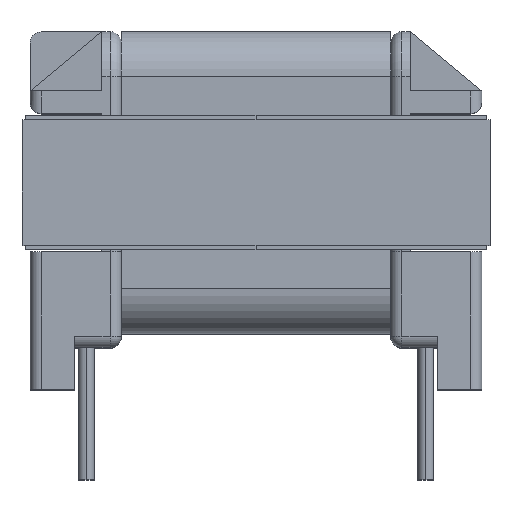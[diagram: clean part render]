
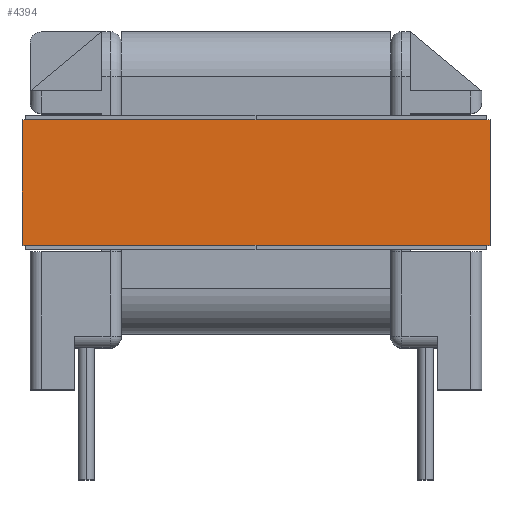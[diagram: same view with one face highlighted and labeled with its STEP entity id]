
A CAD part, top view. The second image highlights one B-rep face of the part: STEP entity #4394.
In plain terms, the highlighted face is planar.
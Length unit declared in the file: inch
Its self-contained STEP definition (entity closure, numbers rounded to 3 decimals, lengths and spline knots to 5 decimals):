
#74 = CARTESIAN_POINT ( 'NONE',  ( -0.0063, -0.8252, 0. ) ) ;
#428 = LINE ( 'NONE', #9390, #2362 ) ;
#803 = DIRECTION ( 'NONE',  ( 0., -1., 0. ) ) ;
#1185 = CARTESIAN_POINT ( 'NONE',  ( -0.0063, -0.8252, -0.21811 ) ) ;
#2038 = EDGE_CURVE ( 'NONE', #5088, #3014, #2729, .T. ) ;
#2338 = ORIENTED_EDGE ( 'NONE', *, *, #2038, .F. ) ;
#2362 = VECTOR ( 'NONE', #6203, 39.37008 ) ;
#2431 = DIRECTION ( 'NONE',  ( 1., 0., 0. ) ) ;
#2729 = LINE ( 'NONE', #1185, #3713 ) ;
#2773 = DIRECTION ( 'NONE',  ( 0., 0., 1. ) ) ;
#3014 = VERTEX_POINT ( 'NONE', #74 ) ;
#3586 = EDGE_LOOP ( 'NONE', ( #3734, #2338, #9671, #6308 ) ) ;
#3604 = VERTEX_POINT ( 'NONE', #4874 ) ;
#3605 = DIRECTION ( 'NONE',  ( 1., 0., 0. ) ) ;
#3713 = VECTOR ( 'NONE', #2773, 39.37008 ) ;
#3734 = ORIENTED_EDGE ( 'NONE', *, *, #5962, .F. ) ;
#4241 = LINE ( 'NONE', #9957, #10202 ) ;
#4394 = ADVANCED_FACE ( 'NONE', ( #10018 ), #9459, .T. ) ;
#4874 = CARTESIAN_POINT ( 'NONE',  ( 0.80945, -0.8252, -0.21811 ) ) ;
#5088 = VERTEX_POINT ( 'NONE', #9918 ) ;
#5327 = DIRECTION ( 'NONE',  ( 1., 0., 0. ) ) ;
#5614 = EDGE_CURVE ( 'NONE', #3604, #8795, #428, .T. ) ;
#5628 = CARTESIAN_POINT ( 'NONE',  ( 0.80945, -0.8252, 0. ) ) ;
#5962 = EDGE_CURVE ( 'NONE', #3014, #8795, #4241, .T. ) ;
#6203 = DIRECTION ( 'NONE',  ( 0., 0., 1. ) ) ;
#6308 = ORIENTED_EDGE ( 'NONE', *, *, #5614, .T. ) ;
#6474 = LINE ( 'NONE', #6939, #6998 ) ;
#6939 = CARTESIAN_POINT ( 'NONE',  ( 0.80945, -0.8252, -0.21811 ) ) ;
#6998 = VECTOR ( 'NONE', #3605, 39.37008 ) ;
#7187 = EDGE_CURVE ( 'NONE', #5088, #3604, #6474, .T. ) ;
#8795 = VERTEX_POINT ( 'NONE', #5628 ) ;
#9258 = AXIS2_PLACEMENT_3D ( 'NONE', #9789, #803, #2431 ) ;
#9390 = CARTESIAN_POINT ( 'NONE',  ( 0.80945, -0.8252, -0.21811 ) ) ;
#9459 = PLANE ( 'NONE',  #9258 ) ;
#9671 = ORIENTED_EDGE ( 'NONE', *, *, #7187, .T. ) ;
#9789 = CARTESIAN_POINT ( 'NONE',  ( 0.80945, -0.8252, -0.21811 ) ) ;
#9918 = CARTESIAN_POINT ( 'NONE',  ( -0.0063, -0.8252, -0.21811 ) ) ;
#9957 = CARTESIAN_POINT ( 'NONE',  ( 0.80945, -0.8252, 0. ) ) ;
#10018 = FACE_OUTER_BOUND ( 'NONE', #3586, .T. ) ;
#10202 = VECTOR ( 'NONE', #5327, 39.37008 ) ;
